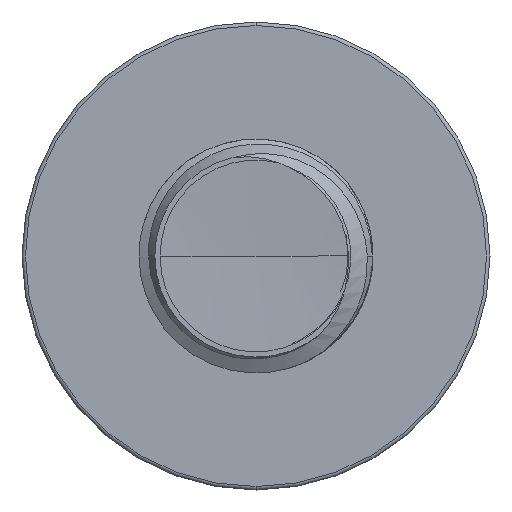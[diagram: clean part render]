
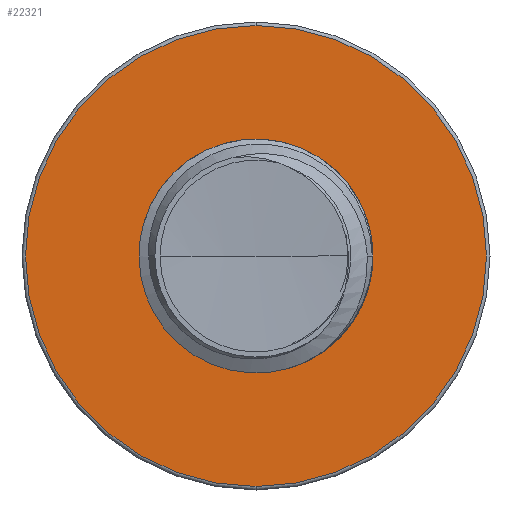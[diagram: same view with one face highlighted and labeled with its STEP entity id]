
A CAD part, front view. The second image highlights one B-rep face of the part: STEP entity #22321.
In plain terms, the highlighted planar face has unit normal (0, -1, 0).
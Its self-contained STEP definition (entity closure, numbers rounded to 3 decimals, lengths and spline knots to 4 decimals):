
#1852 = CARTESIAN_POINT ( 'NONE',  ( 0., 10., 1.9709 ) ) ;
#1881 = EDGE_CURVE ( 'NONE', #18622, #14398, #18454, .T. ) ;
#2342 = EDGE_CURVE ( 'NONE', #14398, #18622, #26453, .T. ) ;
#4031 = CARTESIAN_POINT ( 'NONE',  ( 0., 10., -1.9709 ) ) ;
#4059 = AXIS2_PLACEMENT_3D ( 'NONE', #8330, #13031, #26899 ) ;
#5221 = EDGE_CURVE ( 'NONE', #15865, #12060, #12171, .T. ) ;
#6011 = PLANE ( 'NONE',  #4059 ) ;
#6150 = DIRECTION ( 'NONE',  ( 0., -1., 0. ) ) ;
#7627 = ORIENTED_EDGE ( 'NONE', *, *, #2342, .T. ) ;
#8025 = DIRECTION ( 'NONE',  ( 0., 0., -1. ) ) ;
#8030 = DIRECTION ( 'NONE',  ( 0., -1., 0. ) ) ;
#8065 = CARTESIAN_POINT ( 'NONE',  ( 0., 10., 0. ) ) ;
#8330 = CARTESIAN_POINT ( 'NONE',  ( 0., 10., 1.9709 ) ) ;
#8648 = AXIS2_PLACEMENT_3D ( 'NONE', #10273, #10241, #10235 ) ;
#10235 = DIRECTION ( 'NONE',  ( 0., 0., -1. ) ) ;
#10241 = DIRECTION ( 'NONE',  ( 0., -1., 0. ) ) ;
#10273 = CARTESIAN_POINT ( 'NONE',  ( 0., 10., 0. ) ) ;
#12060 = VERTEX_POINT ( 'NONE', #1852 ) ;
#12171 = CIRCLE ( 'NONE', #15304, 1.9709 ) ;
#12924 = CARTESIAN_POINT ( 'NONE',  ( 0., 10., -3.94 ) ) ;
#13031 = DIRECTION ( 'NONE',  ( 0., -1., 0. ) ) ;
#13517 = FACE_OUTER_BOUND ( 'NONE', #14833, .T. ) ;
#14212 = FACE_BOUND ( 'NONE', #24183, .T. ) ;
#14398 = VERTEX_POINT ( 'NONE', #19067 ) ;
#14833 = EDGE_LOOP ( 'NONE', ( #26010, #7627 ) ) ;
#15304 = AXIS2_PLACEMENT_3D ( 'NONE', #23499, #24103, #24075 ) ;
#15865 = VERTEX_POINT ( 'NONE', #4031 ) ;
#18454 = CIRCLE ( 'NONE', #8648, 3.94 ) ;
#18622 = VERTEX_POINT ( 'NONE', #12924 ) ;
#19067 = CARTESIAN_POINT ( 'NONE',  ( 0., 10., 3.94 ) ) ;
#19446 = ORIENTED_EDGE ( 'NONE', *, *, #21253, .F. ) ;
#20039 = CARTESIAN_POINT ( 'NONE',  ( 0., 10., 0. ) ) ;
#21219 = ORIENTED_EDGE ( 'NONE', *, *, #5221, .F. ) ;
#21253 = EDGE_CURVE ( 'NONE', #12060, #15865, #26153, .T. ) ;
#22091 = DIRECTION ( 'NONE',  ( 0., 0., -1. ) ) ;
#22321 = ADVANCED_FACE ( 'NONE', ( #13517, #14212 ), #6011, .T. ) ;
#23499 = CARTESIAN_POINT ( 'NONE',  ( 0., 10., 0. ) ) ;
#23550 = AXIS2_PLACEMENT_3D ( 'NONE', #8065, #8030, #8025 ) ;
#24075 = DIRECTION ( 'NONE',  ( 0., 0., -1. ) ) ;
#24103 = DIRECTION ( 'NONE',  ( 0., -1., 0. ) ) ;
#24183 = EDGE_LOOP ( 'NONE', ( #21219, #19446 ) ) ;
#26010 = ORIENTED_EDGE ( 'NONE', *, *, #1881, .T. ) ;
#26153 = CIRCLE ( 'NONE', #26538, 1.9709 ) ;
#26453 = CIRCLE ( 'NONE', #23550, 3.94 ) ;
#26538 = AXIS2_PLACEMENT_3D ( 'NONE', #20039, #6150, #22091 ) ;
#26899 = DIRECTION ( 'NONE',  ( 0., 0., -1. ) ) ;
